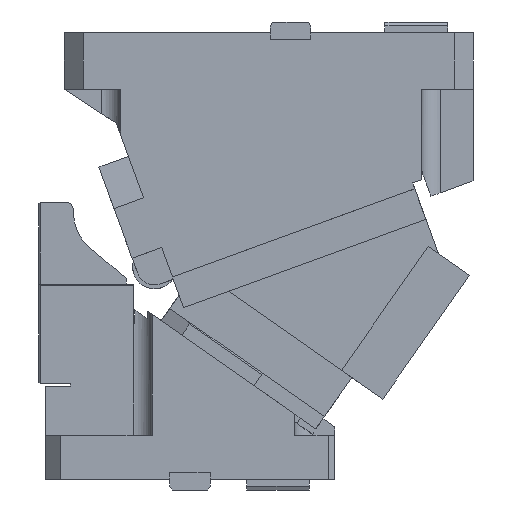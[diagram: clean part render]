
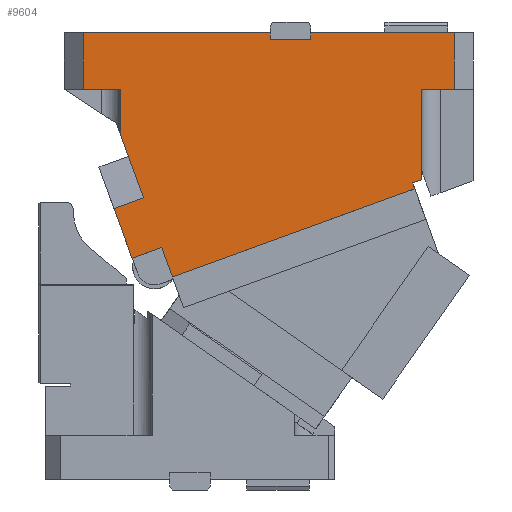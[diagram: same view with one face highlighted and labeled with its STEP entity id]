
A CAD part, front view. The second image highlights one B-rep face of the part: STEP entity #9604.
In plain terms, the highlighted planar face has unit normal (0, -1, 0).
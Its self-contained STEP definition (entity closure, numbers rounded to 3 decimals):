
#7890=CARTESIAN_POINT('Vertex',(299.,-45.,309.999)) ;
#7893=CARTESIAN_POINT('Line Origine',(299.,-45.,274.094)) ;
#7897=CARTESIAN_POINT('Vertex',(299.,-45.,238.189)) ;
#7984=CARTESIAN_POINT('Line Origine',(295.494,-45.,236.913)) ;
#7988=CARTESIAN_POINT('Vertex',(291.987,-45.,235.637)) ;
#8023=CARTESIAN_POINT('Line Origine',(292.842,-45.,233.287)) ;
#8027=CARTESIAN_POINT('Vertex',(293.698,-45.,230.938)) ;
#8049=CARTESIAN_POINT('Line Origine',(291.348,-45.,230.083)) ;
#8053=CARTESIAN_POINT('Vertex',(288.999,-45.,229.228)) ;
#8056=CARTESIAN_POINT('Line Origine',(195.03,-45.,195.026)) ;
#8060=CARTESIAN_POINT('Vertex',(101.061,-45.,160.824)) ;
#8084=CARTESIAN_POINT('Line Origine',(96.785,-45.,172.57)) ;
#8088=CARTESIAN_POINT('Vertex',(92.51,-45.,184.315)) ;
#8482=CARTESIAN_POINT('Vertex',(69.018,-45.,175.765)) ;
#8504=CARTESIAN_POINT('Line Origine',(80.764,-45.,180.04)) ;
#9328=CARTESIAN_POINT('Vertex',(325.,-45.,309.999)) ;
#9331=CARTESIAN_POINT('Line Origine',(312.,-45.,309.999)) ;
#9487=CARTESIAN_POINT('Axis2P3D Location',(167.019,-45.,212.916)) ;
#9492=CARTESIAN_POINT('Line Origine',(268.,-45.,354.999)) ;
#9496=CARTESIAN_POINT('Vertex',(211.,-45.,354.999)) ;
#9498=CARTESIAN_POINT('Vertex',(325.,-45.,354.999)) ;
#9501=CARTESIAN_POINT('Line Origine',(211.,-45.,352.249)) ;
#9505=CARTESIAN_POINT('Vertex',(211.,-45.,349.499)) ;
#9508=CARTESIAN_POINT('Line Origine',(195.,-45.,349.499)) ;
#9512=CARTESIAN_POINT('Vertex',(179.,-45.,349.499)) ;
#9515=CARTESIAN_POINT('Line Origine',(179.,-45.,352.249)) ;
#9519=CARTESIAN_POINT('Vertex',(179.,-45.,354.999)) ;
#9522=CARTESIAN_POINT('Line Origine',(104.5,-45.,354.999)) ;
#9526=CARTESIAN_POINT('Vertex',(30.,-45.,354.999)) ;
#9529=CARTESIAN_POINT('Line Origine',(30.,-45.,332.499)) ;
#9533=CARTESIAN_POINT('Vertex',(30.,-45.,309.999)) ;
#9536=CARTESIAN_POINT('Line Origine',(45.,-45.,309.999)) ;
#9540=CARTESIAN_POINT('Vertex',(60.,-45.,309.999)) ;
#9543=CARTESIAN_POINT('Line Origine',(60.,-45.,291.817)) ;
#9547=CARTESIAN_POINT('Vertex',(60.,-45.,273.636)) ;
#9550=CARTESIAN_POINT('Line Origine',(67.705,-45.,252.468)) ;
#9554=CARTESIAN_POINT('Vertex',(75.409,-45.,231.301)) ;
#9557=CARTESIAN_POINT('Line Origine',(76.766,-45.,227.571)) ;
#9561=CARTESIAN_POINT('Vertex',(78.124,-45.,223.842)) ;
#9564=CARTESIAN_POINT('Line Origine',(66.378,-45.,219.567)) ;
#9568=CARTESIAN_POINT('Vertex',(54.632,-45.,215.291)) ;
#9571=CARTESIAN_POINT('Line Origine',(61.825,-45.,195.528)) ;
#9576=CARTESIAN_POINT('Line Origine',(325.,-45.,332.499)) ;
#7894=DIRECTION('Vector Direction',(0.,0.,1.)) ;
#7985=DIRECTION('Vector Direction',(0.94,0.,0.342)) ;
#8024=DIRECTION('Vector Direction',(0.342,0.,-0.94)) ;
#8050=DIRECTION('Vector Direction',(-0.94,0.,-0.342)) ;
#8057=DIRECTION('Vector Direction',(0.94,0.,0.342)) ;
#8085=DIRECTION('Vector Direction',(-0.342,0.,0.94)) ;
#8505=DIRECTION('Vector Direction',(-0.94,0.,-0.342)) ;
#9332=DIRECTION('Vector Direction',(1.,0.,0.)) ;
#9488=DIRECTION('Axis2P3D Direction',(0.,-1.,0.)) ;
#9489=DIRECTION('Axis2P3D XDirection',(1.,0.,0.)) ;
#9493=DIRECTION('Vector Direction',(1.,0.,0.)) ;
#9502=DIRECTION('Vector Direction',(0.,0.,-1.)) ;
#9509=DIRECTION('Vector Direction',(1.,0.,0.)) ;
#9516=DIRECTION('Vector Direction',(0.,0.,-1.)) ;
#9523=DIRECTION('Vector Direction',(1.,0.,0.)) ;
#9530=DIRECTION('Vector Direction',(0.,0.,-1.)) ;
#9537=DIRECTION('Vector Direction',(-1.,0.,0.)) ;
#9544=DIRECTION('Vector Direction',(0.,0.,1.)) ;
#9551=DIRECTION('Vector Direction',(-0.342,0.,0.94)) ;
#9558=DIRECTION('Vector Direction',(-0.342,0.,0.94)) ;
#9565=DIRECTION('Vector Direction',(-0.94,0.,-0.342)) ;
#9572=DIRECTION('Vector Direction',(-0.342,0.,0.94)) ;
#9577=DIRECTION('Vector Direction',(0.,0.,1.)) ;
#9490=AXIS2_PLACEMENT_3D('Plane Axis2P3D',#9487,#9488,#9489) ;
#9582=ORIENTED_EDGE('',*,*,#9500,.F.) ;
#9583=ORIENTED_EDGE('',*,*,#9507,.T.) ;
#9584=ORIENTED_EDGE('',*,*,#9514,.F.) ;
#9585=ORIENTED_EDGE('',*,*,#9521,.F.) ;
#9586=ORIENTED_EDGE('',*,*,#9528,.F.) ;
#9587=ORIENTED_EDGE('',*,*,#9535,.F.) ;
#9588=ORIENTED_EDGE('',*,*,#9542,.F.) ;
#9589=ORIENTED_EDGE('',*,*,#9549,.F.) ;
#9590=ORIENTED_EDGE('',*,*,#9556,.F.) ;
#9591=ORIENTED_EDGE('',*,*,#9563,.F.) ;
#9592=ORIENTED_EDGE('',*,*,#9570,.T.) ;
#9593=ORIENTED_EDGE('',*,*,#9575,.F.) ;
#9594=ORIENTED_EDGE('',*,*,#8508,.F.) ;
#9595=ORIENTED_EDGE('',*,*,#8090,.F.) ;
#9596=ORIENTED_EDGE('',*,*,#8062,.T.) ;
#9597=ORIENTED_EDGE('',*,*,#8055,.F.) ;
#9598=ORIENTED_EDGE('',*,*,#8029,.F.) ;
#9599=ORIENTED_EDGE('',*,*,#7990,.T.) ;
#9600=ORIENTED_EDGE('',*,*,#7899,.T.) ;
#9601=ORIENTED_EDGE('',*,*,#9335,.T.) ;
#9602=ORIENTED_EDGE('',*,*,#9580,.F.) ;
#7895=VECTOR('Line Direction',#7894,1.) ;
#7986=VECTOR('Line Direction',#7985,1.) ;
#8025=VECTOR('Line Direction',#8024,1.) ;
#8051=VECTOR('Line Direction',#8050,1.) ;
#8058=VECTOR('Line Direction',#8057,1.) ;
#8086=VECTOR('Line Direction',#8085,1.) ;
#8506=VECTOR('Line Direction',#8505,1.) ;
#9333=VECTOR('Line Direction',#9332,1.) ;
#9494=VECTOR('Line Direction',#9493,1.) ;
#9503=VECTOR('Line Direction',#9502,1.) ;
#9510=VECTOR('Line Direction',#9509,1.) ;
#9517=VECTOR('Line Direction',#9516,1.) ;
#9524=VECTOR('Line Direction',#9523,1.) ;
#9531=VECTOR('Line Direction',#9530,1.) ;
#9538=VECTOR('Line Direction',#9537,1.) ;
#9545=VECTOR('Line Direction',#9544,1.) ;
#9552=VECTOR('Line Direction',#9551,1.) ;
#9559=VECTOR('Line Direction',#9558,1.) ;
#9566=VECTOR('Line Direction',#9565,1.) ;
#9573=VECTOR('Line Direction',#9572,1.) ;
#9578=VECTOR('Line Direction',#9577,1.) ;
#9604=ADVANCED_FACE('CAM HOLDER',(#9603),#9491,.T.) ;
#7899=EDGE_CURVE('',#7898,#7891,#7896,.T.) ;
#7990=EDGE_CURVE('',#7989,#7898,#7987,.T.) ;
#8029=EDGE_CURVE('',#7989,#8028,#8026,.T.) ;
#8055=EDGE_CURVE('',#8028,#8054,#8052,.T.) ;
#8062=EDGE_CURVE('',#8061,#8054,#8059,.T.) ;
#8090=EDGE_CURVE('',#8061,#8089,#8087,.T.) ;
#8508=EDGE_CURVE('',#8089,#8483,#8507,.T.) ;
#9335=EDGE_CURVE('',#7891,#9329,#9334,.T.) ;
#9500=EDGE_CURVE('',#9497,#9499,#9495,.T.) ;
#9507=EDGE_CURVE('',#9497,#9506,#9504,.T.) ;
#9514=EDGE_CURVE('',#9513,#9506,#9511,.T.) ;
#9521=EDGE_CURVE('',#9520,#9513,#9518,.T.) ;
#9528=EDGE_CURVE('',#9527,#9520,#9525,.T.) ;
#9535=EDGE_CURVE('',#9534,#9527,#9532,.F.) ;
#9542=EDGE_CURVE('',#9541,#9534,#9539,.T.) ;
#9549=EDGE_CURVE('',#9548,#9541,#9546,.T.) ;
#9556=EDGE_CURVE('',#9555,#9548,#9553,.T.) ;
#9563=EDGE_CURVE('',#9562,#9555,#9560,.T.) ;
#9570=EDGE_CURVE('',#9562,#9569,#9567,.T.) ;
#9575=EDGE_CURVE('',#8483,#9569,#9574,.T.) ;
#9580=EDGE_CURVE('',#9499,#9329,#9579,.F.) ;
#9581=EDGE_LOOP('',(#9582,#9583,#9584,#9585,#9586,#9587,#9588,#9589,#9590,#9591,#9592,#9593,#9594,#9595,#9596,#9597,#9598,#9599,#9600,#9601,#9602)) ;
#9603=FACE_OUTER_BOUND('',#9581,.T.) ;
#7896=LINE('Line',#7893,#7895) ;
#7987=LINE('Line',#7984,#7986) ;
#8026=LINE('Line',#8023,#8025) ;
#8052=LINE('Line',#8049,#8051) ;
#8059=LINE('Line',#8056,#8058) ;
#8087=LINE('Line',#8084,#8086) ;
#8507=LINE('Line',#8504,#8506) ;
#9334=LINE('Line',#9331,#9333) ;
#9495=LINE('Line',#9492,#9494) ;
#9504=LINE('Line',#9501,#9503) ;
#9511=LINE('Line',#9508,#9510) ;
#9518=LINE('Line',#9515,#9517) ;
#9525=LINE('Line',#9522,#9524) ;
#9532=LINE('Line',#9529,#9531) ;
#9539=LINE('Line',#9536,#9538) ;
#9546=LINE('Line',#9543,#9545) ;
#9553=LINE('Line',#9550,#9552) ;
#9560=LINE('Line',#9557,#9559) ;
#9567=LINE('Line',#9564,#9566) ;
#9574=LINE('Line',#9571,#9573) ;
#9579=LINE('Line',#9576,#9578) ;
#9491=PLANE('Plane',#9490) ;
#7891=VERTEX_POINT('',#7890) ;
#7898=VERTEX_POINT('',#7897) ;
#7989=VERTEX_POINT('',#7988) ;
#8028=VERTEX_POINT('',#8027) ;
#8054=VERTEX_POINT('',#8053) ;
#8061=VERTEX_POINT('',#8060) ;
#8089=VERTEX_POINT('',#8088) ;
#8483=VERTEX_POINT('',#8482) ;
#9329=VERTEX_POINT('',#9328) ;
#9497=VERTEX_POINT('',#9496) ;
#9499=VERTEX_POINT('',#9498) ;
#9506=VERTEX_POINT('',#9505) ;
#9513=VERTEX_POINT('',#9512) ;
#9520=VERTEX_POINT('',#9519) ;
#9527=VERTEX_POINT('',#9526) ;
#9534=VERTEX_POINT('',#9533) ;
#9541=VERTEX_POINT('',#9540) ;
#9548=VERTEX_POINT('',#9547) ;
#9555=VERTEX_POINT('',#9554) ;
#9562=VERTEX_POINT('',#9561) ;
#9569=VERTEX_POINT('',#9568) ;
